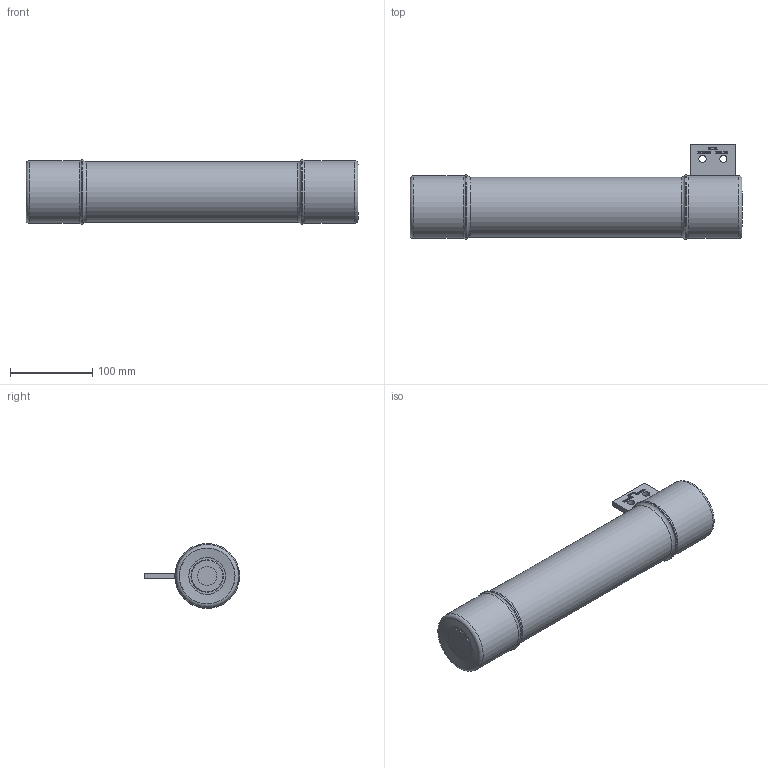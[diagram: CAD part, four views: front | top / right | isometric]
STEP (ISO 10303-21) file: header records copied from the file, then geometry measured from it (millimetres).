
FILE_DESCRIPTION (( 'STEP AP203' ), '1' );
FILE_NAME ('242094.STEP', '2021-09-17T12:45:06', ( '' ), ( '' ), 'SwSTEP 2.0', 'SolidWorks 2017', '' );
FILE_SCHEMA (( 'CONFIG_CONTROL_DESIGN' ));
Length unit declared in the file: inch
Products named in the file (1): 242094
Bounding box: 403.24 x 115.57 x 78.78 mm (x, y, z)
Surface area: 207527.2 mm2 (no closed solid volume)
Topology: 0 solids, 33 shells, 107 faces, 617 edges, 542 vertices
Faces by surface type: plane 39, torus 24, cylinder 21, bspline 16, sphere 5, cone 2
Full cylindrical faces by diameter (mm): 8.738 x2, 38.1 x4, 72.898 x1, 73 x1, 76.149 x2, 78.74 x2
Entity records: 8424 total; most frequent: CARTESIAN_POINT 4249, ORIENTED_EDGE 661, DIRECTION 648, EDGE_CURVE 573, VERTEX_POINT 538, LINE 302, VECTOR 302, EDGE_LOOP 196
